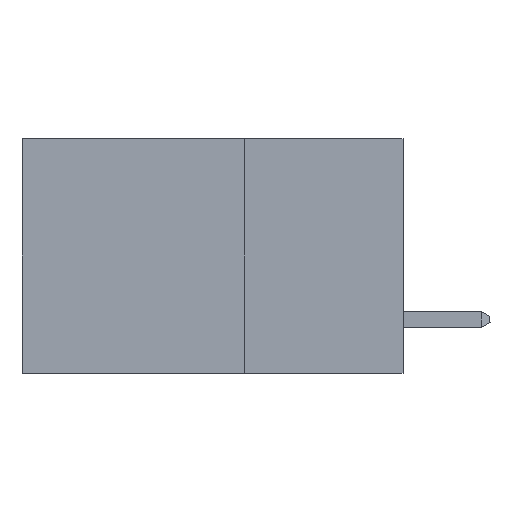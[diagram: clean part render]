
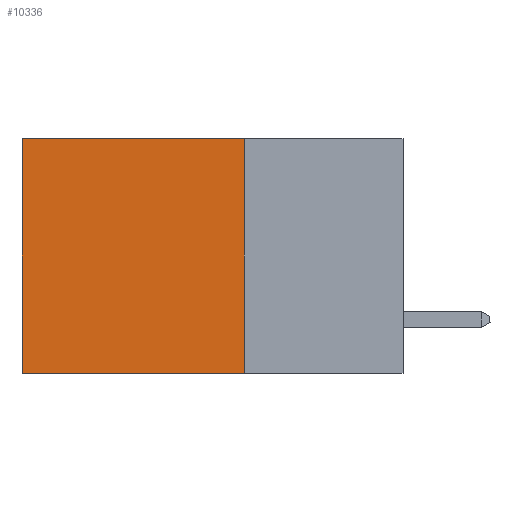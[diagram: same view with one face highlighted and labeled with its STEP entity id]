
A CAD part, left-side view. The second image highlights one B-rep face of the part: STEP entity #10336.
In plain terms, the highlighted planar face has unit normal (-1, 0, 0).
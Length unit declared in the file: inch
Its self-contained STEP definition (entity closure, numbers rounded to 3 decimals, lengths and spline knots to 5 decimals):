
#1190 = DIRECTION ( 'NONE',  ( 1., 0., 0. ) ) ;
#1192 = EDGE_CURVE ( 'NONE', #27814, #8187, #32470, .T. ) ;
#4259 = CARTESIAN_POINT ( 'NONE',  ( 0.2875, 0.6, 0. ) ) ;
#4348 = FACE_OUTER_BOUND ( 'NONE', #24289, .T. ) ;
#5378 = CARTESIAN_POINT ( 'NONE',  ( 0.2875, 0.25, -0.37 ) ) ;
#5403 = CARTESIAN_POINT ( 'NONE',  ( 0.2875, 0.25, -0.37 ) ) ;
#8187 = VERTEX_POINT ( 'NONE', #5378 ) ;
#10075 = VERTEX_POINT ( 'NONE', #11324 ) ;
#10336 = ADVANCED_FACE ( 'NONE', ( #4348 ), #12402, .F. ) ;
#10516 = CARTESIAN_POINT ( 'NONE',  ( 0.2875, 0.6, -0.37 ) ) ;
#10556 = LINE ( 'NONE', #4259, #17508 ) ;
#10649 = LINE ( 'NONE', #15303, #25806 ) ;
#10918 = DIRECTION ( 'NONE',  ( 0., 1., 0. ) ) ;
#11324 = CARTESIAN_POINT ( 'NONE',  ( 0.2875, 0.6, 0. ) ) ;
#12402 = PLANE ( 'NONE',  #21920 ) ;
#12731 = DIRECTION ( 'NONE',  ( 0., 0., -1. ) ) ;
#12757 = DIRECTION ( 'NONE',  ( 0., 0., -1. ) ) ;
#13699 = VECTOR ( 'NONE', #10918, 39.37008 ) ;
#14432 = ORIENTED_EDGE ( 'NONE', *, *, #1192, .F. ) ;
#15263 = EDGE_CURVE ( 'NONE', #10075, #33920, #10556, .T. ) ;
#15303 = CARTESIAN_POINT ( 'NONE',  ( 0.2875, 0.25, 0. ) ) ;
#17508 = VECTOR ( 'NONE', #34885, 39.37008 ) ;
#18172 = CARTESIAN_POINT ( 'NONE',  ( 0.2875, 0.25, 0. ) ) ;
#21920 = AXIS2_PLACEMENT_3D ( 'NONE', #23651, #1190, #12757 ) ;
#23651 = CARTESIAN_POINT ( 'NONE',  ( 0.2875, 0.25, 0. ) ) ;
#24289 = EDGE_LOOP ( 'NONE', ( #30433, #28727, #14432, #27349 ) ) ;
#25806 = VECTOR ( 'NONE', #34700, 39.37008 ) ;
#25921 = VECTOR ( 'NONE', #12731, 39.37008 ) ;
#27349 = ORIENTED_EDGE ( 'NONE', *, *, #30097, .T. ) ;
#27814 = VERTEX_POINT ( 'NONE', #33823 ) ;
#28442 = LINE ( 'NONE', #5403, #13699 ) ;
#28727 = ORIENTED_EDGE ( 'NONE', *, *, #30357, .F. ) ;
#30097 = EDGE_CURVE ( 'NONE', #27814, #10075, #10649, .T. ) ;
#30357 = EDGE_CURVE ( 'NONE', #8187, #33920, #28442, .T. ) ;
#30433 = ORIENTED_EDGE ( 'NONE', *, *, #15263, .T. ) ;
#32470 = LINE ( 'NONE', #18172, #25921 ) ;
#33823 = CARTESIAN_POINT ( 'NONE',  ( 0.2875, 0.25, 0. ) ) ;
#33920 = VERTEX_POINT ( 'NONE', #10516 ) ;
#34700 = DIRECTION ( 'NONE',  ( 0., 1., 0. ) ) ;
#34885 = DIRECTION ( 'NONE',  ( 0., 0., -1. ) ) ;
